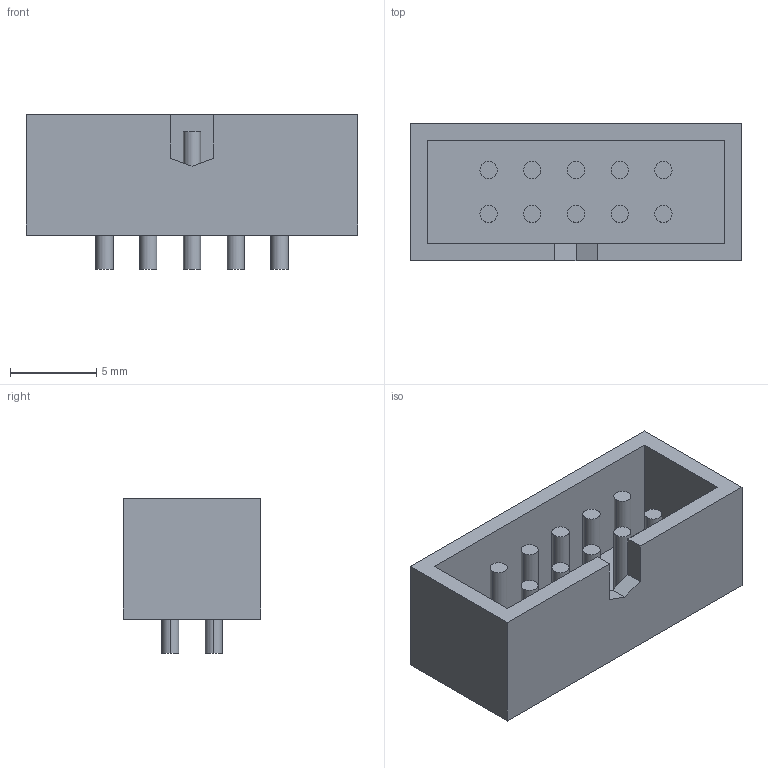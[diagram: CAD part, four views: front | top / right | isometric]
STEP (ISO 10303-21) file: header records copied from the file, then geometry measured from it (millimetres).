
FILE_DESCRIPTION (( 'STEP AP214' ), '1' );
FILE_NAME ('IDC10-2.54.STEP', '2012-04-12T15:29:33', ( '微软用户' ), ( '微软中国' ), 'SwSTEP 2.0', 'SolidWorks 2011', '' );
FILE_SCHEMA (( 'AUTOMOTIVE_DESIGN' ));
Length unit declared in the file: millimetre
Products named in the file (1): IDC10-2.54
Bounding box: 19.27 x 8 x 9 mm (x, y, z)
Volume: 505.3 mm3; surface area: 1180.4 mm2
Topology: 1 solids, 1 shells, 75 faces, 159 edges, 106 vertices
Faces by surface type: cylinder 40, plane 35
Entity records: 2252 total; most frequent: DIRECTION 391, CARTESIAN_POINT 341, ORIENTED_EDGE 318, EDGE_CURVE 159, AXIS2_PLACEMENT_3D 156, VERTEX_POINT 106, EDGE_LOOP 95, CIRCLE 80
